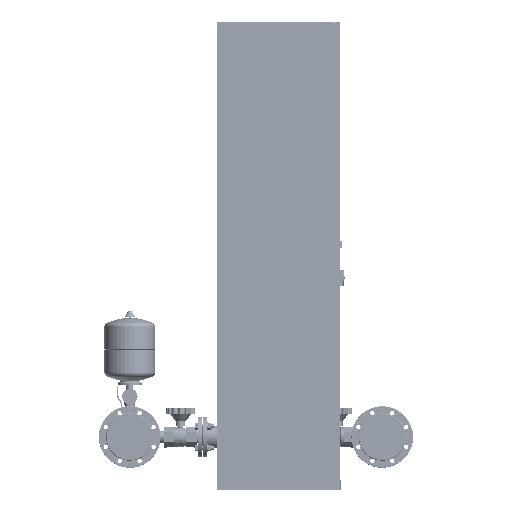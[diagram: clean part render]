
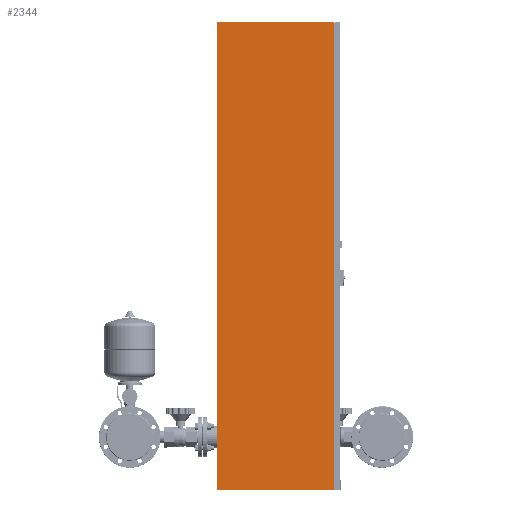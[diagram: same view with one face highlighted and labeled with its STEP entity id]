
A CAD part, left-side view. The second image highlights one B-rep face of the part: STEP entity #2344.
In plain terms, the highlighted planar face has unit normal (-1, 0, 0).
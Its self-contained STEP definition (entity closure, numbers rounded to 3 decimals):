
#2305=CARTESIAN_POINT('',(-730.0,250.0,0.0));
#2306=DIRECTION('',(-1.0,0.0,0.0));
#2307=DIRECTION('',(0.0,-1.0,0.0));
#2308=AXIS2_PLACEMENT_3D('',#2305,#2306,#2307);
#2309=PLANE('',#2308);
#2310=CARTESIAN_POINT('',(-730.0,-225.0,0.));
#2311=VERTEX_POINT('',#2310);
#2312=CARTESIAN_POINT('',(-730.,-225.,1900.0));
#2313=VERTEX_POINT('',#2312);
#2314=CARTESIAN_POINT('',(-730.0,-225.0,0.));
#2315=DIRECTION('',(0.0,0.0,1.0));
#2316=VECTOR('',#2315,1900.0);
#2317=LINE('',#2314,#2316);
#2318=EDGE_CURVE('',#2311,#2313,#2317,.T.);
#2319=ORIENTED_EDGE('',*,*,#2318,.T.);
#2320=CARTESIAN_POINT('',(-730.,250.,1900.0));
#2321=VERTEX_POINT('',#2320);
#2322=CARTESIAN_POINT('',(-730.,250.,1900.0));
#2323=DIRECTION('',(0.0,-1.0,0.0));
#2324=VECTOR('',#2323,475.0);
#2325=LINE('',#2322,#2324);
#2326=EDGE_CURVE('',#2321,#2313,#2325,.T.);
#2327=ORIENTED_EDGE('',*,*,#2326,.F.);
#2328=CARTESIAN_POINT('',(-730.0,250.0,0.0));
#2329=VERTEX_POINT('',#2328);
#2330=CARTESIAN_POINT('',(-730.,250.,1900.0));
#2331=DIRECTION('',(0.0,0.0,-1.0));
#2332=VECTOR('',#2331,1900.0);
#2333=LINE('',#2330,#2332);
#2334=EDGE_CURVE('',#2321,#2329,#2333,.T.);
#2335=ORIENTED_EDGE('',*,*,#2334,.T.);
#2336=CARTESIAN_POINT('',(-730.0,250.0,0.0));
#2337=DIRECTION('',(0.0,-1.0,0.0));
#2338=VECTOR('',#2337,475.0);
#2339=LINE('',#2336,#2338);
#2340=EDGE_CURVE('',#2329,#2311,#2339,.T.);
#2341=ORIENTED_EDGE('',*,*,#2340,.T.);
#2342=EDGE_LOOP('',(#2319,#2327,#2335,#2341));
#2343=FACE_OUTER_BOUND('',#2342,.T.);
#2344=ADVANCED_FACE('',(#2343),#2309,.T.);
